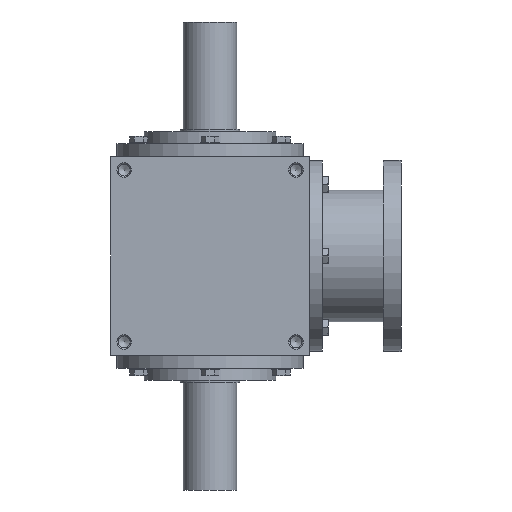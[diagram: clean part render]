
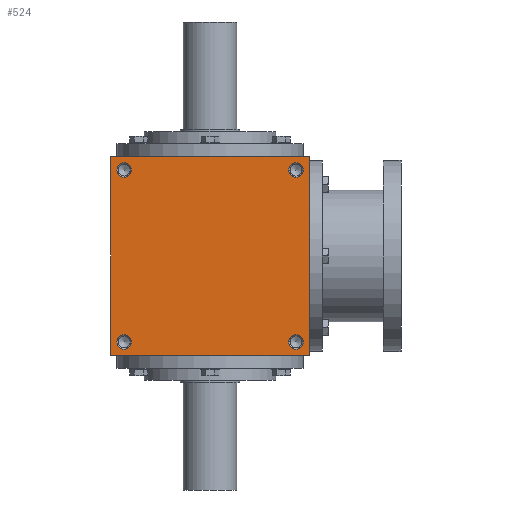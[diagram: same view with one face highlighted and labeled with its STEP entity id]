
A CAD part, front view. The second image highlights one B-rep face of the part: STEP entity #524.
In plain terms, the highlighted planar face has unit normal (0, -1, 0).
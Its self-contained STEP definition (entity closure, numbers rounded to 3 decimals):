
#524 = ADVANCED_FACE( '', ( #1055, #1056, #1057, #1058, #1059 ), #1060, .F. );
#1055 = FACE_BOUND( '', #1786, .T. );
#1056 = FACE_BOUND( '', #1787, .T. );
#1057 = FACE_BOUND( '', #1788, .T. );
#1058 = FACE_BOUND( '', #1789, .T. );
#1059 = FACE_OUTER_BOUND( '', #1790, .T. );
#1060 = PLANE( '', #1791 );
#1786 = EDGE_LOOP( '', ( #2615 ) );
#1787 = EDGE_LOOP( '', ( #2616 ) );
#1788 = EDGE_LOOP( '', ( #2617 ) );
#1789 = EDGE_LOOP( '', ( #2618 ) );
#1790 = EDGE_LOOP( '', ( #2619, #2620, #2621, #2622 ) );
#1791 = AXIS2_PLACEMENT_3D( '', #2623, #2624, #2625 );
#2615 = ORIENTED_EDGE( '', *, *, #3885, .T. );
#2616 = ORIENTED_EDGE( '', *, *, #3886, .T. );
#2617 = ORIENTED_EDGE( '', *, *, #3887, .F. );
#2618 = ORIENTED_EDGE( '', *, *, #3888, .F. );
#2619 = ORIENTED_EDGE( '', *, *, #3889, .T. );
#2620 = ORIENTED_EDGE( '', *, *, #3890, .F. );
#2621 = ORIENTED_EDGE( '', *, *, #3891, .F. );
#2622 = ORIENTED_EDGE( '', *, *, #3806, .T. );
#2623 = CARTESIAN_POINT( '', ( -83., -83., 83. ) );
#2624 = DIRECTION( '', ( 0., 1., 0. ) );
#2625 = DIRECTION( '', ( 0., 0., 1. ) );
#3806 = EDGE_CURVE( '', #4362, #4360, #4363, .T. );
#3885 = EDGE_CURVE( '', #4490, #4490, #4491, .T. );
#3886 = EDGE_CURVE( '', #4492, #4492, #4493, .T. );
#3887 = EDGE_CURVE( '', #4494, #4494, #4495, .T. );
#3888 = EDGE_CURVE( '', #4496, #4496, #4497, .T. );
#3889 = EDGE_CURVE( '', #4360, #4498, #4499, .T. );
#3890 = EDGE_CURVE( '', #4500, #4498, #4501, .T. );
#3891 = EDGE_CURVE( '', #4362, #4500, #4502, .T. );
#4360 = VERTEX_POINT( '', #5166 );
#4362 = VERTEX_POINT( '', #5169 );
#4363 = LINE( '', #5170, #5171 );
#4490 = VERTEX_POINT( '', #5385 );
#4491 = CIRCLE( '', #5386, 6. );
#4492 = VERTEX_POINT( '', #5387 );
#4493 = CIRCLE( '', #5388, 6. );
#4494 = VERTEX_POINT( '', #5389 );
#4495 = CIRCLE( '', #5390, 6. );
#4496 = VERTEX_POINT( '', #5391 );
#4497 = CIRCLE( '', #5392, 6. );
#4498 = VERTEX_POINT( '', #5393 );
#4499 = LINE( '', #5394, #5395 );
#4500 = VERTEX_POINT( '', #5396 );
#4501 = LINE( '', #5397, #5398 );
#4502 = LINE( '', #5399, #5400 );
#5166 = CARTESIAN_POINT( '', ( -83., -83., -83. ) );
#5169 = CARTESIAN_POINT( '', ( -83., -83., 83. ) );
#5170 = CARTESIAN_POINT( '', ( -83., -83., 83. ) );
#5171 = VECTOR( '', #6107, 1000. );
#5385 = CARTESIAN_POINT( '', ( -72., -83., -66. ) );
#5386 = AXIS2_PLACEMENT_3D( '', #6240, #6241, #6242 );
#5387 = CARTESIAN_POINT( '', ( -72., -83., 78. ) );
#5388 = AXIS2_PLACEMENT_3D( '', #6243, #6244, #6245 );
#5389 = CARTESIAN_POINT( '', ( 72., -83., -78. ) );
#5390 = AXIS2_PLACEMENT_3D( '', #6246, #6247, #6248 );
#5391 = CARTESIAN_POINT( '', ( 72., -83., 66. ) );
#5392 = AXIS2_PLACEMENT_3D( '', #6249, #6250, #6251 );
#5393 = CARTESIAN_POINT( '', ( 83., -83., -83. ) );
#5394 = CARTESIAN_POINT( '', ( -83., -83., -83. ) );
#5395 = VECTOR( '', #6252, 1000. );
#5396 = CARTESIAN_POINT( '', ( 83., -83., 83. ) );
#5397 = CARTESIAN_POINT( '', ( 83., -83., 83. ) );
#5398 = VECTOR( '', #6253, 1000. );
#5399 = CARTESIAN_POINT( '', ( -83., -83., 83. ) );
#5400 = VECTOR( '', #6254, 1000. );
#6107 = DIRECTION( '', ( 0., 0., -1. ) );
#6240 = CARTESIAN_POINT( '', ( -72., -83., -72. ) );
#6241 = DIRECTION( '', ( 0., 1., 0. ) );
#6242 = DIRECTION( '', ( 0., 0., 1. ) );
#6243 = CARTESIAN_POINT( '', ( -72., -83., 72. ) );
#6244 = DIRECTION( '', ( 0., 1., 0. ) );
#6245 = DIRECTION( '', ( 0., 0., 1. ) );
#6246 = CARTESIAN_POINT( '', ( 72., -83., -72. ) );
#6247 = DIRECTION( '', ( 0., -1., 0. ) );
#6248 = DIRECTION( '', ( 0., 0., -1. ) );
#6249 = CARTESIAN_POINT( '', ( 72., -83., 72. ) );
#6250 = DIRECTION( '', ( 0., -1., 0. ) );
#6251 = DIRECTION( '', ( 0., 0., -1. ) );
#6252 = DIRECTION( '', ( 1., 0., 0. ) );
#6253 = DIRECTION( '', ( 0., 0., -1. ) );
#6254 = DIRECTION( '', ( 1., 0., 0. ) );
